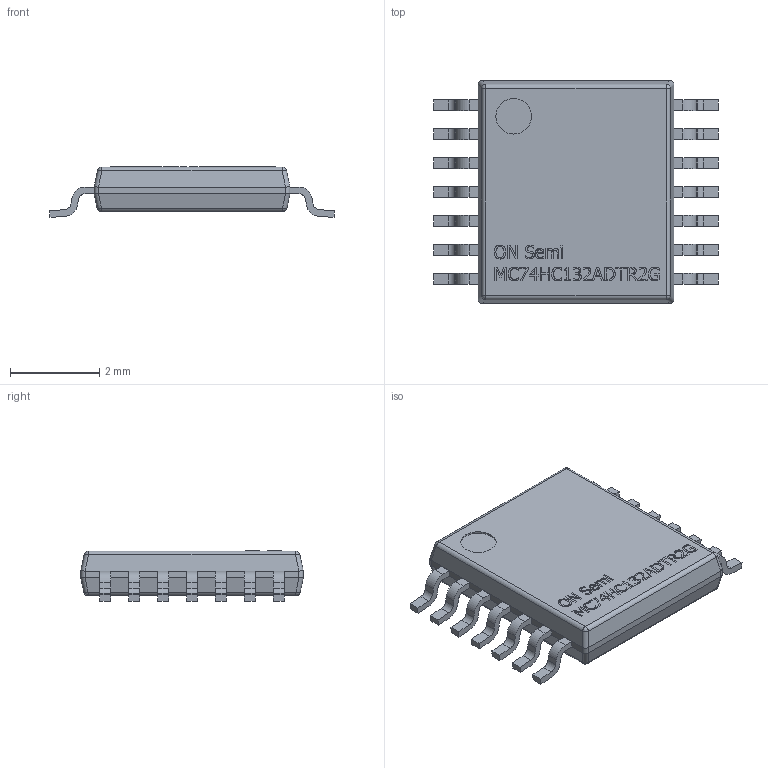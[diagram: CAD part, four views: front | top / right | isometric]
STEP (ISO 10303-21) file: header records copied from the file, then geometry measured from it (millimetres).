
FILE_DESCRIPTION( ( '' ), ' ' );
FILE_NAME( '5b5065af6647be1071446a05.step', '2018-07-19T10:19:28', ( '' ), ( '' ), ' ', ' ', ' ' );
FILE_SCHEMA( ( 'AUTOMOTIVE_DESIGN { 1 0 10303 214 1 1 1 1 }' ) );
Length unit declared in the file: metre
Products named in the file (38): Open CASCADE STEP translator 6.8 16; Open CASCADE STEP translator 6.8 15; Open CASCADE STEP translator 6.8 14; Open CASCADE STEP translator 6.8 13; Open CASCADE STEP translator 6.8 12; Open CASCADE STEP translator 6.8 11; Open CASCADE STEP translator 6.8 10; Open CASCADE STEP translator 6.8 9; Open CASCADE STEP translator 6.8 8; Open CASCADE STEP translator 6.8 7; Open CASCADE STEP translator 6.8 6; Open CASCADE STEP translator 6.8 5; Open CASCADE STEP translator 6.8 4; Open CASCADE STEP translator 6.8 3; Open CASCADE STEP translator 6.8 2; Open CASCADE STEP translator 6.8 1
Bounding box: 6.4 x 5 x 1.14 mm (x, y, z)
Volume: 21.9 mm3; surface area: 79.1 mm2
Topology: 38 solids, 38 shells, 610 faces, 1577 edges, 1044 vertices
Faces by surface type: plane 369, cylinder 118, extrusion 108, sphere 8, bspline 7
Full cylindrical faces by diameter (mm): 0.8 x2
Entity records: 32639 total; most frequent: CARTESIAN_POINT 4969, ORIENTED_EDGE 3146, DIRECTION 2700, STYLED_ITEM 2183, PRESENTATION_STYLE_ASSIGNMENT 2183, COLOUR_RGB 2183, EDGE_CURVE 1573, CURVE_STYLE 1573
